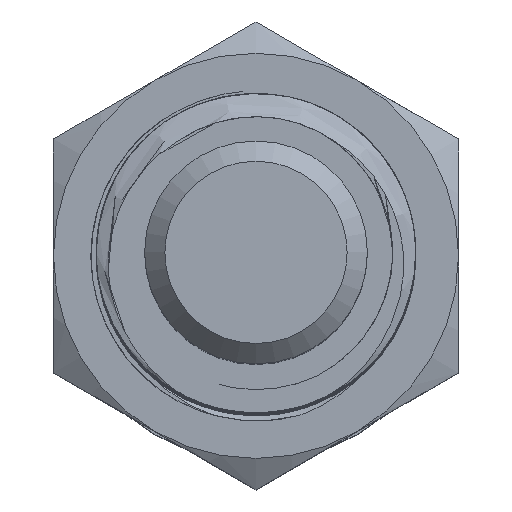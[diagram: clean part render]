
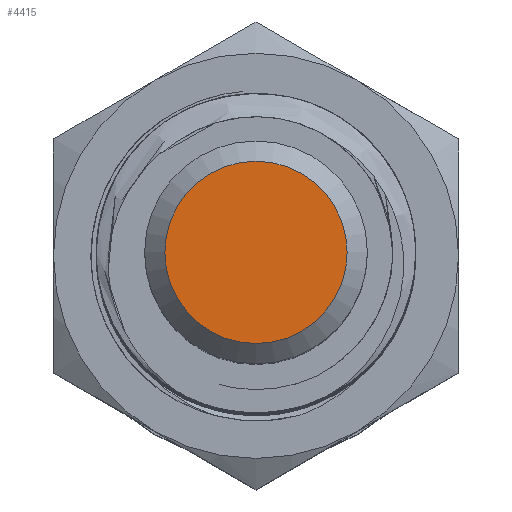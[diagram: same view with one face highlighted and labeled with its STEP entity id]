
A CAD part, top view. The second image highlights one B-rep face of the part: STEP entity #4415.
In plain terms, the highlighted planar face has unit normal (0, 0, 1).
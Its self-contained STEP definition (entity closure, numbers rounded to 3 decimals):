
#46=PLANE('',#4705);
#340=FACE_OUTER_BOUND('',#585,.T.);
#585=EDGE_LOOP('',(#3836));
#645=CIRCLE('',#4701,2.25);
#1898=VERTEX_POINT('',#17582);
#2553=EDGE_CURVE('',#1898,#1898,#645,.T.);
#3836=ORIENTED_EDGE('',*,*,#2553,.F.);
#4415=ADVANCED_FACE('',(#340),#46,.T.);
#4701=AXIS2_PLACEMENT_3D('',#17583,#5391,#5392);
#4705=AXIS2_PLACEMENT_3D('',#17591,#5401,#5402);
#5391=DIRECTION('center_axis',(0.,0.,-1.));
#5392=DIRECTION('ref_axis',(1.,0.,0.));
#5401=DIRECTION('center_axis',(0.,0.,1.));
#5402=DIRECTION('ref_axis',(1.,0.,0.));
#17582=CARTESIAN_POINT('',(-2.25,0.,111.5));
#17583=CARTESIAN_POINT('Origin',(0.,0.,111.5));
#17591=CARTESIAN_POINT('Origin',(0.,0.,111.5));
